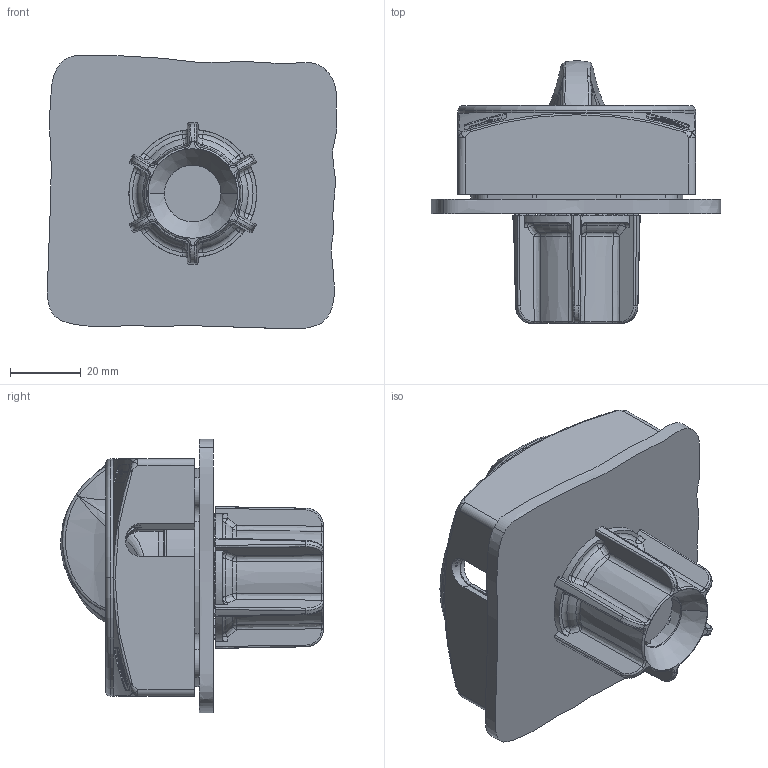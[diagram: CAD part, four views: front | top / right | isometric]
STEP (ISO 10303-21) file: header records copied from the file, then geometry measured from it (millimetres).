
FILE_DESCRIPTION((''),'2;1');
FILE_NAME('DS-BFL6_P_SW0001','2015-06-22T',('mangiapr'),(''),'PRO/ENGINEER BY PARAMETRIC TECHNOLOGY CORPORATION, 2011080','PRO/ENGINEER BY PARAMETRIC TECHNOLOGY CORPORATION, 2011080','');
FILE_SCHEMA(('CONFIG_CONTROL_DESIGN'));
Products named in the file (1): DS-BFL6_P_SW0001
Bounding box: 81.59 x 74.1 x 77.2 mm (x, y, z)
Volume: 98819.8 mm3; surface area: 67740.1 mm2
Topology: 1 solids, 1 shells, 1874 faces, 5088 edges, 3277 vertices
Faces by surface type: plane 1053, cylinder 421, bspline 160, torus 82, sphere 76, cone 76, extrusion 6
Entity records: 81866 total; most frequent: CARTESIAN_POINT 35888, ORIENTED_EDGE 10176, DIRECTION 8900, EDGE_CURVE 5088, VERTEX_POINT 3277, AXIS2_PLACEMENT_3D 3107, VECTOR 2686, LINE 2680
